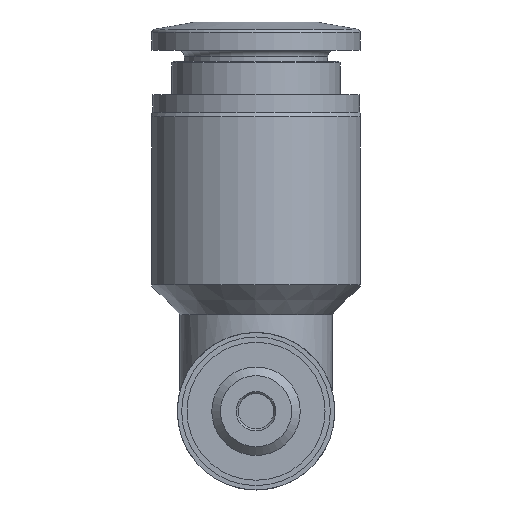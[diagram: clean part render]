
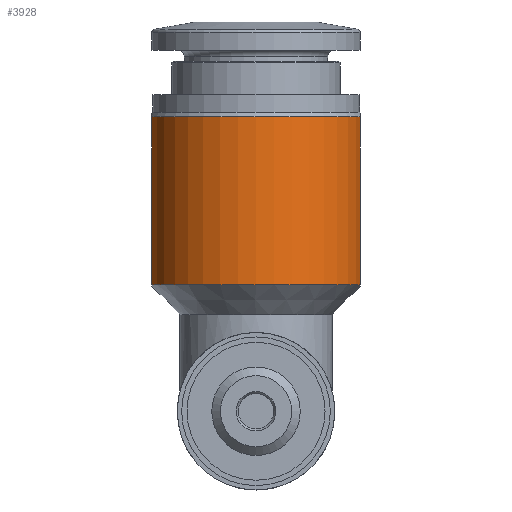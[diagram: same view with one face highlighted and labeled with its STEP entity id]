
A CAD part, front view. The second image highlights one B-rep face of the part: STEP entity #3928.
In plain terms, the highlighted cylindrical face has radius 6 mm (diameter 12 mm), a partial arc.
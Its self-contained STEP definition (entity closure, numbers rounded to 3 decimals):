
#98=LINE('',#5229,#236);
#99=LINE('',#5233,#237);
#236=VECTOR('',#4438,1000.);
#237=VECTOR('',#4441,1000.);
#374=CYLINDRICAL_SURFACE('',#4108,6.);
#588=ORIENTED_EDGE('',*,*,#1420,.F.);
#589=ORIENTED_EDGE('',*,*,#1421,.F.);
#590=ORIENTED_EDGE('',*,*,#1422,.F.);
#591=ORIENTED_EDGE('',*,*,#1417,.T.);
#1417=EDGE_CURVE('',#1834,#1833,#2122,.T.);
#1420=EDGE_CURVE('',#1836,#1833,#98,.F.);
#1421=EDGE_CURVE('',#1837,#1836,#2124,.T.);
#1422=EDGE_CURVE('',#1834,#1837,#99,.T.);
#1833=VERTEX_POINT('',#5219);
#1834=VERTEX_POINT('',#5221);
#1836=VERTEX_POINT('',#5230);
#1837=VERTEX_POINT('',#5232);
#2122=CIRCLE('',#4106,6.);
#2124=CIRCLE('',#4109,6.);
#2273=EDGE_LOOP('',(#588,#589,#590,#591));
#2491=FACE_BOUND('',#2273,.T.);
#3928=ADVANCED_FACE('',(#2491),#374,.T.);
#4106=AXIS2_PLACEMENT_3D('',#5220,#4432,#4433);
#4108=AXIS2_PLACEMENT_3D('',#5228,#4436,#4437);
#4109=AXIS2_PLACEMENT_3D('',#5231,#4439,#4440);
#4432=DIRECTION('',(0.,0.,-1.));
#4433=DIRECTION('',(-1.,0.,0.));
#4436=DIRECTION('',(0.,0.,-1.));
#4437=DIRECTION('',(-1.,0.,0.));
#4438=DIRECTION('',(0.,0.,-1.));
#4439=DIRECTION('',(0.,0.,-1.));
#4440=DIRECTION('',(-1.,0.,0.));
#4441=DIRECTION('',(0.,0.,-1.));
#5219=CARTESIAN_POINT('',(-5.9,-1.091,16.64));
#5220=CARTESIAN_POINT('',(0.,0.,16.64));
#5221=CARTESIAN_POINT('',(5.9,-1.091,16.64));
#5228=CARTESIAN_POINT('',(0.,0.,0.));
#5229=CARTESIAN_POINT('',(-5.9,-1.091,0.));
#5230=CARTESIAN_POINT('',(-5.9,-1.091,7.15));
#5231=CARTESIAN_POINT('',(0.,0.,7.15));
#5232=CARTESIAN_POINT('',(5.9,-1.091,7.15));
#5233=CARTESIAN_POINT('',(5.9,-1.091,0.));
